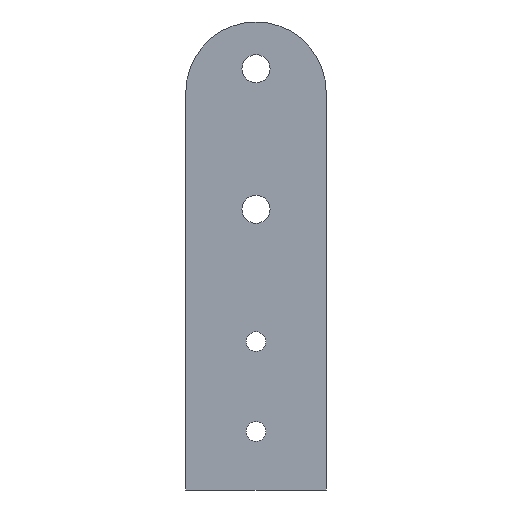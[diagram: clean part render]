
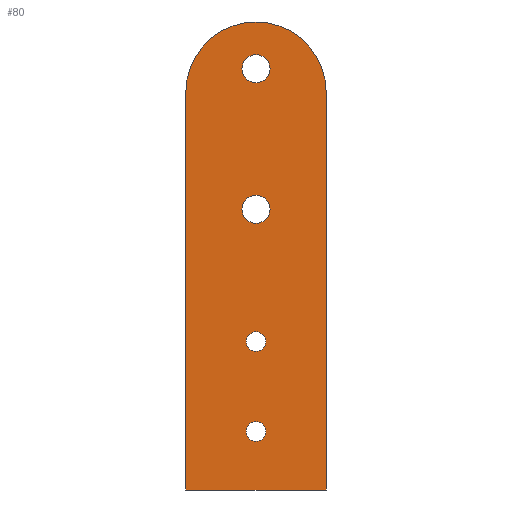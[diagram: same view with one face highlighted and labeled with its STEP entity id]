
A CAD part, front view. The second image highlights one B-rep face of the part: STEP entity #80.
In plain terms, the highlighted planar face has unit normal (0, -1, 0).
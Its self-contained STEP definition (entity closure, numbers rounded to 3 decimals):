
#1 = LINE ( 'NONE', #62, #282 ) ;
#2 = DIRECTION ( 'NONE',  ( 0., 0., 1. ) ) ;
#14 = AXIS2_PLACEMENT_3D ( 'NONE', #150, #330, #2 ) ;
#15 = ORIENTED_EDGE ( 'NONE', *, *, #342, .T. ) ;
#16 = LINE ( 'NONE', #439, #500 ) ;
#18 = ORIENTED_EDGE ( 'NONE', *, *, #134, .F. ) ;
#25 = CARTESIAN_POINT ( 'NONE',  ( 0., -1.25, 45. ) ) ;
#40 = EDGE_CURVE ( 'NONE', #279, #424, #58, .T. ) ;
#51 = DIRECTION ( 'NONE',  ( 0., 0., 1. ) ) ;
#58 = CIRCLE ( 'NONE', #120, 7.5 ) ;
#60 = CARTESIAN_POINT ( 'NONE',  ( 0., -1.25, 7.3 ) ) ;
#62 = CARTESIAN_POINT ( 'NONE',  ( -7.5, -1.25, 0. ) ) ;
#63 = DIRECTION ( 'NONE',  ( 0., 0., 1. ) ) ;
#71 = ORIENTED_EDGE ( 'NONE', *, *, #470, .T. ) ;
#78 = VERTEX_POINT ( 'NONE', #259 ) ;
#80 = ADVANCED_FACE ( 'NONE', ( #288, #372, #460, #436, #490 ), #483, .F. ) ;
#83 = CIRCLE ( 'NONE', #404, 1.05 ) ;
#84 = DIRECTION ( 'NONE',  ( 0., 0., 1. ) ) ;
#91 = EDGE_CURVE ( 'NONE', #250, #421, #192, .T. ) ;
#94 = CARTESIAN_POINT ( 'NONE',  ( 0., -1.25, 43.5 ) ) ;
#106 = VERTEX_POINT ( 'NONE', #266 ) ;
#110 = EDGE_CURVE ( 'NONE', #421, #250, #328, .T. ) ;
#114 = DIRECTION ( 'NONE',  ( 0., 1., 0. ) ) ;
#120 = AXIS2_PLACEMENT_3D ( 'NONE', #314, #309, #447 ) ;
#126 = CARTESIAN_POINT ( 'NONE',  ( 0., -1.25, 14.8 ) ) ;
#127 = CARTESIAN_POINT ( 'NONE',  ( 7.5, -1.25, 42.5 ) ) ;
#133 = CARTESIAN_POINT ( 'NONE',  ( 0., -1.25, 15.85 ) ) ;
#134 = EDGE_CURVE ( 'NONE', #279, #78, #425, .T. ) ;
#143 = DIRECTION ( 'NONE',  ( 0., 1., 0. ) ) ;
#146 = DIRECTION ( 'NONE',  ( 0., 0., 1. ) ) ;
#147 = ORIENTED_EDGE ( 'NONE', *, *, #91, .T. ) ;
#150 = CARTESIAN_POINT ( 'NONE',  ( 0., -1.25, 15.85 ) ) ;
#151 = EDGE_CURVE ( 'NONE', #435, #333, #285, .T. ) ;
#164 = DIRECTION ( 'NONE',  ( 0., 0., 1. ) ) ;
#165 = AXIS2_PLACEMENT_3D ( 'NONE', #184, #316, #146 ) ;
#169 = DIRECTION ( 'NONE',  ( 0., 0., -1. ) ) ;
#170 = ORIENTED_EDGE ( 'NONE', *, *, #151, .T. ) ;
#173 = CIRCLE ( 'NONE', #428, 1.5 ) ;
#175 = DIRECTION ( 'NONE',  ( 0., 0., 1. ) ) ;
#184 = CARTESIAN_POINT ( 'NONE',  ( 0., -1.25, 6.25 ) ) ;
#186 = ORIENTED_EDGE ( 'NONE', *, *, #374, .T. ) ;
#192 = CIRCLE ( 'NONE', #230, 1.5 ) ;
#194 = VERTEX_POINT ( 'NONE', #264 ) ;
#197 = EDGE_CURVE ( 'NONE', #377, #329, #407, .T. ) ;
#198 = ORIENTED_EDGE ( 'NONE', *, *, #360, .T. ) ;
#202 = EDGE_LOOP ( 'NONE', ( #15, #186 ) ) ;
#217 = CARTESIAN_POINT ( 'NONE',  ( 0., -1.25, 6.25 ) ) ;
#230 = AXIS2_PLACEMENT_3D ( 'NONE', #366, #114, #532 ) ;
#247 = DIRECTION ( 'NONE',  ( 0., 1., 0. ) ) ;
#250 = VERTEX_POINT ( 'NONE', #387 ) ;
#254 = DIRECTION ( 'NONE',  ( 0., 0., 1. ) ) ;
#259 = CARTESIAN_POINT ( 'NONE',  ( 7.5, -1.25, 0. ) ) ;
#264 = CARTESIAN_POINT ( 'NONE',  ( -7.5, -1.25, 42.5 ) ) ;
#266 = CARTESIAN_POINT ( 'NONE',  ( 0., -1.25, 31.5 ) ) ;
#273 = CIRCLE ( 'NONE', #373, 1.05 ) ;
#279 = VERTEX_POINT ( 'NONE', #127 ) ;
#282 = VECTOR ( 'NONE', #410, 1000. ) ;
#285 = CIRCLE ( 'NONE', #165, 1.05 ) ;
#286 = ORIENTED_EDGE ( 'NONE', *, *, #322, .T. ) ;
#288 = FACE_BOUND ( 'NONE', #504, .T. ) ;
#291 = DIRECTION ( 'NONE',  ( 0., -1., 0. ) ) ;
#293 = ORIENTED_EDGE ( 'NONE', *, *, #497, .T. ) ;
#298 = CARTESIAN_POINT ( 'NONE',  ( 0., -1.25, 16.9 ) ) ;
#303 = DIRECTION ( 'NONE',  ( 0., 1., 0. ) ) ;
#304 = CARTESIAN_POINT ( 'NONE',  ( 0., -1.25, 30. ) ) ;
#307 = CARTESIAN_POINT ( 'NONE',  ( 0., -1.25, 28.5 ) ) ;
#309 = DIRECTION ( 'NONE',  ( 0., -1., 0. ) ) ;
#314 = CARTESIAN_POINT ( 'NONE',  ( 0., -1.25, 42.5 ) ) ;
#316 = DIRECTION ( 'NONE',  ( 0., 1., 0. ) ) ;
#319 = DIRECTION ( 'NONE',  ( 0., 0., 1. ) ) ;
#320 = EDGE_LOOP ( 'NONE', ( #198, #170 ) ) ;
#322 = EDGE_CURVE ( 'NONE', #424, #194, #349, .T. ) ;
#323 = CARTESIAN_POINT ( 'NONE',  ( -7.5, -1.25, 0. ) ) ;
#327 = DIRECTION ( 'NONE',  ( 0., 1., 0. ) ) ;
#328 = CIRCLE ( 'NONE', #534, 1.5 ) ;
#329 = VERTEX_POINT ( 'NONE', #126 ) ;
#330 = DIRECTION ( 'NONE',  ( 0., 1., 0. ) ) ;
#331 = EDGE_CURVE ( 'NONE', #329, #377, #83, .T. ) ;
#333 = VERTEX_POINT ( 'NONE', #60 ) ;
#337 = CARTESIAN_POINT ( 'NONE',  ( 0., -1.25, 42.5 ) ) ;
#342 = EDGE_CURVE ( 'NONE', #106, #390, #368, .T. ) ;
#349 = CIRCLE ( 'NONE', #417, 7.5 ) ;
#356 = DIRECTION ( 'NONE',  ( 0., 1., 0. ) ) ;
#358 = CARTESIAN_POINT ( 'NONE',  ( -7.5, -1.25, 50. ) ) ;
#360 = EDGE_CURVE ( 'NONE', #333, #435, #273, .T. ) ;
#365 = ORIENTED_EDGE ( 'NONE', *, *, #197, .T. ) ;
#366 = CARTESIAN_POINT ( 'NONE',  ( 0., -1.25, 45. ) ) ;
#368 = CIRCLE ( 'NONE', #462, 1.5 ) ;
#372 = FACE_BOUND ( 'NONE', #320, .T. ) ;
#373 = AXIS2_PLACEMENT_3D ( 'NONE', #217, #356, #254 ) ;
#374 = EDGE_CURVE ( 'NONE', #390, #106, #173, .T. ) ;
#377 = VERTEX_POINT ( 'NONE', #298 ) ;
#383 = ORIENTED_EDGE ( 'NONE', *, *, #40, .T. ) ;
#387 = CARTESIAN_POINT ( 'NONE',  ( 0., -1.25, 46.5 ) ) ;
#390 = VERTEX_POINT ( 'NONE', #307 ) ;
#393 = CARTESIAN_POINT ( 'NONE',  ( 0., -1.25, 50. ) ) ;
#399 = CARTESIAN_POINT ( 'NONE',  ( 0., -1.25, 30. ) ) ;
#404 = AXIS2_PLACEMENT_3D ( 'NONE', #133, #441, #51 ) ;
#407 = CIRCLE ( 'NONE', #14, 1.05 ) ;
#408 = EDGE_LOOP ( 'NONE', ( #383, #286, #71, #293, #18 ) ) ;
#410 = DIRECTION ( 'NONE',  ( 1., 0., 0. ) ) ;
#417 = AXIS2_PLACEMENT_3D ( 'NONE', #337, #291, #84 ) ;
#421 = VERTEX_POINT ( 'NONE', #94 ) ;
#424 = VERTEX_POINT ( 'NONE', #393 ) ;
#425 = LINE ( 'NONE', #533, #463 ) ;
#428 = AXIS2_PLACEMENT_3D ( 'NONE', #399, #303, #175 ) ;
#435 = VERTEX_POINT ( 'NONE', #440 ) ;
#436 = FACE_BOUND ( 'NONE', #475, .T. ) ;
#439 = CARTESIAN_POINT ( 'NONE',  ( -7.5, -1.25, 50. ) ) ;
#440 = CARTESIAN_POINT ( 'NONE',  ( 0., -1.25, 5.2 ) ) ;
#441 = DIRECTION ( 'NONE',  ( 0., 1., 0. ) ) ;
#447 = DIRECTION ( 'NONE',  ( 0., 0., 1. ) ) ;
#455 = DIRECTION ( 'NONE',  ( 0., 0., -1. ) ) ;
#460 = FACE_BOUND ( 'NONE', #202, .T. ) ;
#462 = AXIS2_PLACEMENT_3D ( 'NONE', #304, #247, #164 ) ;
#463 = VECTOR ( 'NONE', #455, 1000. ) ;
#470 = EDGE_CURVE ( 'NONE', #194, #474, #16, .T. ) ;
#471 = ORIENTED_EDGE ( 'NONE', *, *, #331, .T. ) ;
#474 = VERTEX_POINT ( 'NONE', #323 ) ;
#475 = EDGE_LOOP ( 'NONE', ( #147, #496 ) ) ;
#483 = PLANE ( 'NONE',  #525 ) ;
#490 = FACE_OUTER_BOUND ( 'NONE', #408, .T. ) ;
#496 = ORIENTED_EDGE ( 'NONE', *, *, #110, .T. ) ;
#497 = EDGE_CURVE ( 'NONE', #474, #78, #1, .T. ) ;
#500 = VECTOR ( 'NONE', #169, 1000. ) ;
#504 = EDGE_LOOP ( 'NONE', ( #365, #471 ) ) ;
#525 = AXIS2_PLACEMENT_3D ( 'NONE', #358, #143, #63 ) ;
#532 = DIRECTION ( 'NONE',  ( 0., 0., 1. ) ) ;
#533 = CARTESIAN_POINT ( 'NONE',  ( 7.5, -1.25, 50. ) ) ;
#534 = AXIS2_PLACEMENT_3D ( 'NONE', #25, #327, #319 ) ;
